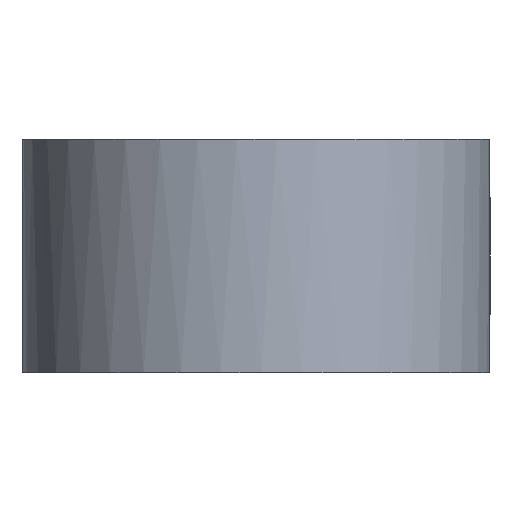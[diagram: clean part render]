
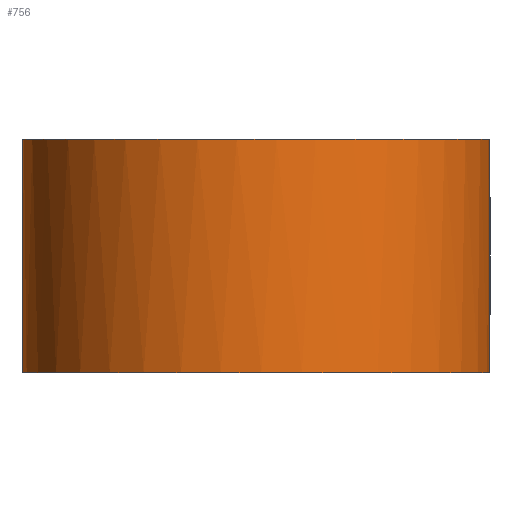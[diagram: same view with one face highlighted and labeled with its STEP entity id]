
A CAD part, left-side view. The second image highlights one B-rep face of the part: STEP entity #756.
In plain terms, the highlighted cylindrical face has radius 4 mm (diameter 8 mm), a full revolution.
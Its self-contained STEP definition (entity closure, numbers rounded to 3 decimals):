
#75=CARTESIAN_POINT('',(3.122,-2.5,-1.0));
#76=VERTEX_POINT('',#75);
#91=CARTESIAN_POINT('',(3.122,-2.5,1.0));
#92=VERTEX_POINT('',#91);
#99=CARTESIAN_POINT('',(3.122,-2.5,1.0));
#100=DIRECTION('',(0.0,0.0,-1.0));
#101=VECTOR('',#100,2.0);
#102=LINE('',#99,#101);
#103=EDGE_CURVE('',#92,#76,#102,.T.);
#188=CARTESIAN_POINT('',(3.122,2.5,-1.0));
#189=VERTEX_POINT('',#188);
#196=CARTESIAN_POINT('',(3.122,2.5,1.0));
#197=VERTEX_POINT('',#196);
#198=CARTESIAN_POINT('',(3.122,2.5,1.0));
#199=DIRECTION('',(0.0,0.0,-1.0));
#200=VECTOR('',#199,2.0);
#201=LINE('',#198,#200);
#202=EDGE_CURVE('',#197,#189,#201,.T.);
#711=CARTESIAN_POINT('',(0.0,0.0,0.0));
#712=DIRECTION('',(0.0,0.0,1.0));
#713=DIRECTION('',(-1.0,0.0,0.0));
#714=AXIS2_PLACEMENT_3D('',#711,#712,#713);
#715=CYLINDRICAL_SURFACE('',#714,4.0);
#716=CARTESIAN_POINT('',(3.122,-2.5,-2.0));
#717=VERTEX_POINT('',#716);
#718=CARTESIAN_POINT('',(0.0,0.0,-2.0));
#719=DIRECTION('',(0.0,0.0,1.0));
#720=DIRECTION('',(-1.0,0.0,0.0));
#721=AXIS2_PLACEMENT_3D('',#718,#719,#720);
#722=CIRCLE('',#721,4.0);
#723=EDGE_CURVE('',#717,#717,#722,.T.);
#724=ORIENTED_EDGE('',*,*,#723,.T.);
#725=EDGE_LOOP('',(#724));
#726=FACE_OUTER_BOUND('',#725,.T.);
#727=CARTESIAN_POINT('',(4.0,0.,2.0));
#728=VERTEX_POINT('',#727);
#729=CARTESIAN_POINT('',(0.0,0.0,2.0));
#730=DIRECTION('',(0.0,0.0,-1.0));
#731=DIRECTION('',(-1.0,0.0,0.0));
#732=AXIS2_PLACEMENT_3D('',#729,#730,#731);
#733=CIRCLE('',#732,4.0);
#734=EDGE_CURVE('',#728,#728,#733,.T.);
#735=ORIENTED_EDGE('',*,*,#734,.T.);
#736=EDGE_LOOP('',(#735));
#737=FACE_BOUND('',#736,.T.);
#738=ORIENTED_EDGE('',*,*,#103,.F.);
#739=CARTESIAN_POINT('',(0.0,0.0,1.0));
#740=DIRECTION('',(0.0,0.0,-1.0));
#741=DIRECTION('',(-1.0,0.0,0.0));
#742=AXIS2_PLACEMENT_3D('',#739,#740,#741);
#743=CIRCLE('',#742,4.0);
#744=EDGE_CURVE('',#197,#92,#743,.T.);
#745=ORIENTED_EDGE('',*,*,#744,.F.);
#746=ORIENTED_EDGE('',*,*,#202,.T.);
#747=CARTESIAN_POINT('',(0.0,0.0,-1.0));
#748=DIRECTION('',(0.0,0.0,1.0));
#749=DIRECTION('',(-1.0,0.0,0.0));
#750=AXIS2_PLACEMENT_3D('',#747,#748,#749);
#751=CIRCLE('',#750,4.0);
#752=EDGE_CURVE('',#76,#189,#751,.T.);
#753=ORIENTED_EDGE('',*,*,#752,.F.);
#754=EDGE_LOOP('',(#738,#745,#746,#753));
#755=FACE_BOUND('',#754,.T.);
#756=ADVANCED_FACE('',(#726,#737,#755),#715,.T.);
